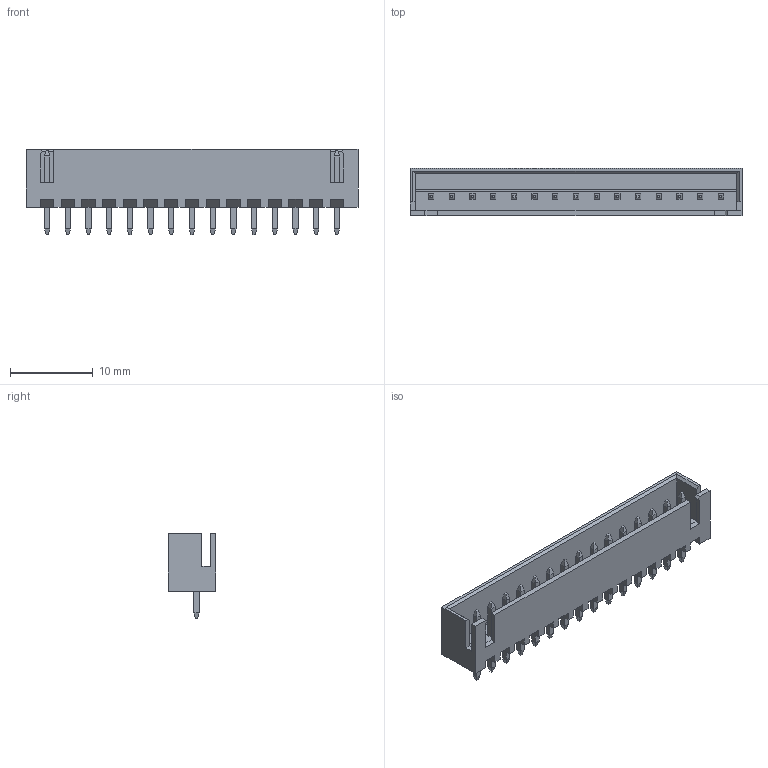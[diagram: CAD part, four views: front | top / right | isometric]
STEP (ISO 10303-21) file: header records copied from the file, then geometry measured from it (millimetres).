
FILE_DESCRIPTION (( 'STEP AP214' ), '1' );
FILE_NAME ('User Library-PW10_XX_M.STEP', '2019-07-30T08:16:15', ( '' ), ( '' ), 'SwSTEP 2.0', 'SolidWorks 2019', '' );
FILE_SCHEMA (( 'AUTOMOTIVE_DESIGN' ));
Length unit declared in the file: millimetre
Products named in the file (1): User Library-PW10_XX_M
Bounding box: 40.1 x 5.7 x 10.3 mm (x, y, z)
Volume: 665.2 mm3; surface area: 1874.2 mm2
Topology: 1 solids, 1 shells, 393 faces, 961 edges, 600 vertices
Faces by surface type: plane 393
Entity records: 15496 total; most frequent: CARTESIAN_POINT 1955, ORIENTED_EDGE 1922, DIRECTION 1749, LINE 961, VECTOR 961, EDGE_CURVE 961, VERTEX_POINT 600, EDGE_LOOP 423
